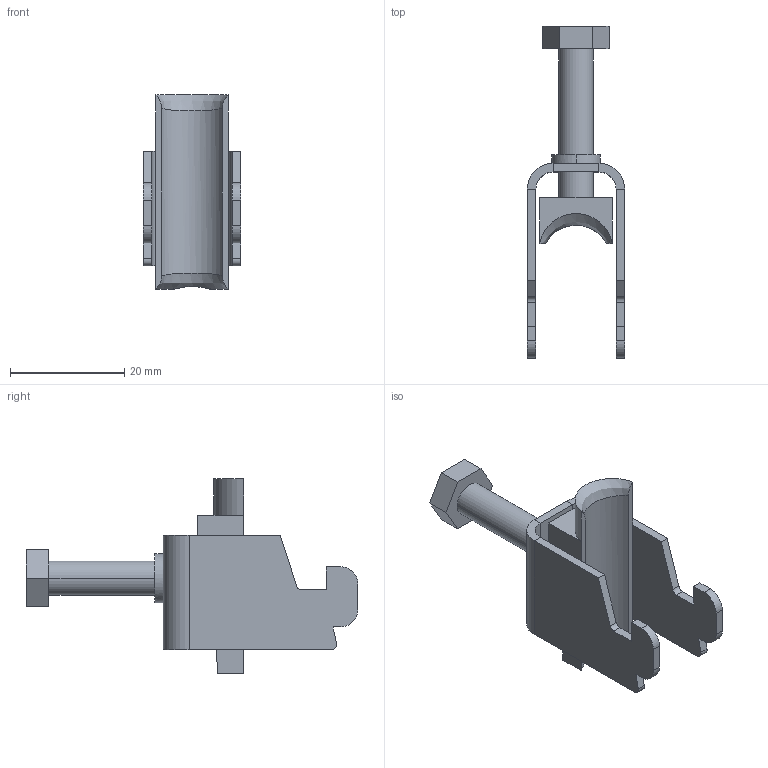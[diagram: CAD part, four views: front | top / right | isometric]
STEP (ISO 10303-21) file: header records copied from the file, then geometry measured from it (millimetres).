
FILE_DESCRIPTION (( 'STEP AP214' ), '1' );
FILE_NAME ('1163124.stp', '2019-09-24T08:27:38', ( '' ), ( '' ), 'SwSTEP 2.0', 'SolidWorks 2018', '' );
FILE_SCHEMA (( 'AUTOMOTIVE_DESIGN' ));
Length unit declared in the file: millimetre
Products named in the file (5): EB101-02-02_Standard; EB101-00-04_Standard; EB101-00-03_M6 x 26; 1163124; EB301-02-01_Standard
Assembly tree (4 placements, depth 2):
  1163124
    EB301-02-01_Standard
    EB101-00-03_M6 x 26
    EB101-00-04_Standard
    EB101-02-02_Standard
Bounding box: 17 x 58 x 34 mm (x, y, z)
Volume: 4496.9 mm3; surface area: 6357.6 mm2
Topology: 4 solids, 4 shells, 174 faces, 445 edges, 283 vertices
Faces by surface type: plane 134, cylinder 30, cone 8, bspline 2
Entity records: 5656 total; most frequent: CARTESIAN_POINT 1256, ORIENTED_EDGE 886, DIRECTION 856, EDGE_CURVE 443, LINE 334, VECTOR 334, VERTEX_POINT 283, AXIS2_PLACEMENT_3D 261
